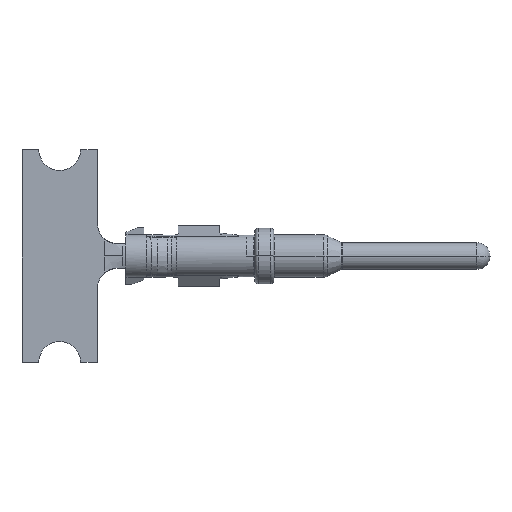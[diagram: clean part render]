
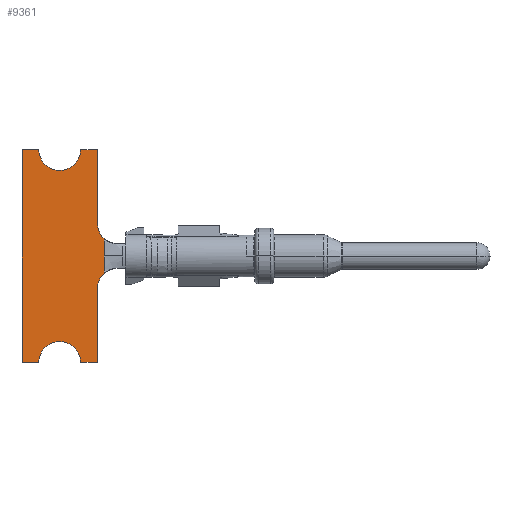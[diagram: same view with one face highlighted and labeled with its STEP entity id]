
A CAD part, top view. The second image highlights one B-rep face of the part: STEP entity #9361.
In plain terms, the highlighted planar face has unit normal (0, 0, 1).
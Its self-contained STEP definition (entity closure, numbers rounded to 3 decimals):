
#1581=DIRECTION('',(0.,-1.,0.));
#1582=VECTOR('',#1581,0.274);
#1583=CARTESIAN_POINT('',(-10.12,-0.75,1.76));
#1584=LINE('',#1583,#1582);
#2285=CARTESIAN_POINT('',(-12.77,6.35,1.76));
#2286=DIRECTION('',(0.,0.,-1.));
#2287=DIRECTION('',(1.,0.,0.));
#2288=AXIS2_PLACEMENT_3D('',#2285,#2286,#2287);
#2290=DIRECTION('',(0.,-1.,0.));
#2291=VECTOR('',#2290,4.417);
#2292=CARTESIAN_POINT('',(-10.52,6.35,1.76));
#2293=LINE('',#2292,#2291);
#2294=DIRECTION('',(0.,1.,0.));
#2295=VECTOR('',#2294,0.274);
#2296=CARTESIAN_POINT('',(-10.12,0.75,1.76));
#2297=LINE('',#2296,#2295);
#2298=DIRECTION('',(0.,1.,0.));
#2299=VECTOR('',#2298,0.75);
#2300=CARTESIAN_POINT('',(-10.12,0.,1.76));
#2301=LINE('',#2300,#2299);
#2302=DIRECTION('',(0.,1.,0.));
#2303=VECTOR('',#2302,0.75);
#2304=CARTESIAN_POINT('',(-10.12,-0.75,1.76));
#2305=LINE('',#2304,#2303);
#2306=CARTESIAN_POINT('',(-10.52,-1.933,
1.76));
#2307=CARTESIAN_POINT('',(-10.52,-1.89,
1.76));
#2308=CARTESIAN_POINT('',(-10.515,-1.805,
1.76));
#2309=CARTESIAN_POINT('',(-10.495,-1.678,
1.76));
#2310=CARTESIAN_POINT('',(-10.462,-1.555,1.76));
#2311=CARTESIAN_POINT('',(-10.416,-1.435,1.76));
#2312=CARTESIAN_POINT('',(-10.358,-1.322,1.76));
#2313=CARTESIAN_POINT('',(-10.289,-1.214,1.76));
#2314=CARTESIAN_POINT('',(-10.21,-1.115,1.76));
#2315=CARTESIAN_POINT('',(-10.151,-1.053,1.76));
#2316=CARTESIAN_POINT('',(-10.12,-1.024,1.76));
#2318=DIRECTION('',(0.,1.,0.));
#2319=VECTOR('',#2318,4.417);
#2320=CARTESIAN_POINT('',(-10.52,-6.35,1.76));
#2321=LINE('',#2320,#2319);
#2322=CARTESIAN_POINT('',(-12.77,-6.35,1.76));
#2323=DIRECTION('',(0.,0.,-1.));
#2324=DIRECTION('',(-1.,0.,0.));
#2325=AXIS2_PLACEMENT_3D('',#2322,#2323,#2324);
#2331=DIRECTION('',(-1.,0.,0.));
#2332=VECTOR('',#2331,1.);
#2333=CARTESIAN_POINT('',(-14.02,6.35,1.76));
#2334=LINE('',#2333,#2332);
#2351=DIRECTION('',(-1.,0.,0.));
#2352=VECTOR('',#2351,1.);
#2353=CARTESIAN_POINT('',(-10.52,6.35,1.76));
#2354=LINE('',#2353,#2352);
#2355=DIRECTION('',(0.,1.,0.));
#2356=VECTOR('',#2355,12.7);
#2357=CARTESIAN_POINT('',(-15.02,-6.35,1.76));
#2358=LINE('',#2357,#2356);
#2379=DIRECTION('',(-1.,0.,0.));
#2380=VECTOR('',#2379,1.);
#2381=CARTESIAN_POINT('',(-14.02,-6.35,1.76));
#2382=LINE('',#2381,#2380);
#2387=DIRECTION('',(-1.,0.,0.));
#2388=VECTOR('',#2387,1.);
#2389=CARTESIAN_POINT('',(-10.52,-6.35,1.76));
#2390=LINE('',#2389,#2388);
#2424=CARTESIAN_POINT('',(-10.12,1.024,1.76));
#2425=CARTESIAN_POINT('',(-10.151,1.053,1.76));
#2426=CARTESIAN_POINT('',(-10.21,1.115,1.76));
#2427=CARTESIAN_POINT('',(-10.289,1.214,1.76));
#2428=CARTESIAN_POINT('',(-10.358,1.322,1.76));
#2429=CARTESIAN_POINT('',(-10.416,1.435,1.76));
#2430=CARTESIAN_POINT('',(-10.462,1.555,1.76));
#2431=CARTESIAN_POINT('',(-10.495,1.678,1.76));
#2432=CARTESIAN_POINT('',(-10.515,1.805,1.76));
#2433=CARTESIAN_POINT('',(-10.52,1.89,1.76));
#2434=CARTESIAN_POINT('',(-10.52,1.933,1.76));
#2491=CARTESIAN_POINT('',(-10.12,1.024,1.76));
#4248=CARTESIAN_POINT('',(-15.02,-6.35,1.76));
#4249=CARTESIAN_POINT('',(-15.02,6.35,1.76));
#4250=VERTEX_POINT('',#4248);
#4251=VERTEX_POINT('',#4249);
#4257=CARTESIAN_POINT('',(-10.12,0.,1.76));
#4258=VERTEX_POINT('',#4257);
#4268=CARTESIAN_POINT('',(-10.52,6.35,1.76));
#4270=VERTEX_POINT('',#4268);
#4272=CARTESIAN_POINT('',(-10.52,-6.35,1.76));
#4274=VERTEX_POINT('',#4272);
#4276=CARTESIAN_POINT('',(-10.52,-1.933,
1.76));
#4277=VERTEX_POINT('',#4276);
#4278=CARTESIAN_POINT('',(-10.52,1.933,1.76));
#4279=VERTEX_POINT('',#4278);
#4288=VERTEX_POINT('',#2316);
#4293=CARTESIAN_POINT('',(-10.12,0.75,1.76));
#4294=VERTEX_POINT('',#4293);
#4295=CARTESIAN_POINT('',(-10.12,-0.75,1.76));
#4296=VERTEX_POINT('',#4295);
#4303=VERTEX_POINT('',#2491);
#4304=CARTESIAN_POINT('',(-11.52,6.35,1.76));
#4305=CARTESIAN_POINT('',(-14.02,6.35,1.76));
#4306=VERTEX_POINT('',#4304);
#4307=VERTEX_POINT('',#4305);
#4308=CARTESIAN_POINT('',(-14.02,-6.35,1.76));
#4309=CARTESIAN_POINT('',(-11.52,-6.35,1.76));
#4310=VERTEX_POINT('',#4308);
#4311=VERTEX_POINT('',#4309);
#9328=CARTESIAN_POINT('',(-10.12,-6.35,1.76));
#9329=DIRECTION('',(0.,0.,-1.));
#9330=DIRECTION('',(-1.,0.,0.));
#9331=AXIS2_PLACEMENT_3D('',#9328,#9329,#9330);
#9332=PLANE('',#9331);
#9333=ORIENTED_EDGE('',*,*,#9318,.F.);
#9335=ORIENTED_EDGE('',*,*,#9334,.F.);
#9337=ORIENTED_EDGE('',*,*,#9336,.T.);
#9339=ORIENTED_EDGE('',*,*,#9338,.F.);
#9341=ORIENTED_EDGE('',*,*,#9340,.F.);
#9343=ORIENTED_EDGE('',*,*,#9342,.F.);
#9344=ORIENTED_EDGE('',*,*,#8766,.F.);
#9345=ORIENTED_EDGE('',*,*,#8764,.T.);
#9346=ORIENTED_EDGE('',*,*,#8851,.F.);
#9348=ORIENTED_EDGE('',*,*,#9347,.F.);
#9350=ORIENTED_EDGE('',*,*,#9349,.T.);
#9352=ORIENTED_EDGE('',*,*,#9351,.F.);
#9354=ORIENTED_EDGE('',*,*,#9353,.T.);
#9356=ORIENTED_EDGE('',*,*,#9355,.T.);
#9358=ORIENTED_EDGE('',*,*,#9357,.F.);
#9359=EDGE_LOOP('',(#9333,#9335,#9337,#9339,#9341,#9343,#9344,#9345,#9346,#9348,
#9350,#9352,#9354,#9356,#9358));
#9360=FACE_OUTER_BOUND('',#9359,.F.);
#9361=ADVANCED_FACE('',(#9360),#9332,.F.);
#2289=CIRCLE('',#2288,1.25);
#2317=B_SPLINE_CURVE_WITH_KNOTS('',3,(#2306,#2307,#2308,#2309,#2310,#2311,#2312,
#2313,#2314,#2315,#2316),.UNSPECIFIED.,.F.,.F.,(4,1,1,1,1,1,1,1,4),(0.,
0.125,0.25,0.375,0.5,0.625,0.75,0.875,1.),.UNSPECIFIED.);
#2326=CIRCLE('',#2325,1.25);
#2435=B_SPLINE_CURVE_WITH_KNOTS('',3,(#2424,#2425,#2426,#2427,#2428,#2429,#2430,
#2431,#2432,#2433,#2434),.UNSPECIFIED.,.F.,.F.,(4,1,1,1,1,1,1,1,4),(0.,
0.125,0.25,0.375,0.5,0.625,0.75,0.875,1.),.UNSPECIFIED.);
#8764=EDGE_CURVE('',#4296,#4288,#1584,.T.);
#8766=EDGE_CURVE('',#4296,#4258,#2305,.T.);
#8851=EDGE_CURVE('',#4277,#4288,#2317,.T.);
#9318=EDGE_CURVE('',#4306,#4307,#2289,.T.);
#9334=EDGE_CURVE('',#4270,#4306,#2354,.T.);
#9336=EDGE_CURVE('',#4270,#4279,#2293,.T.);
#9338=EDGE_CURVE('',#4303,#4279,#2435,.T.);
#9340=EDGE_CURVE('',#4294,#4303,#2297,.T.);
#9342=EDGE_CURVE('',#4258,#4294,#2301,.T.);
#9347=EDGE_CURVE('',#4274,#4277,#2321,.T.);
#9349=EDGE_CURVE('',#4274,#4311,#2390,.T.);
#9351=EDGE_CURVE('',#4310,#4311,#2326,.T.);
#9353=EDGE_CURVE('',#4310,#4250,#2382,.T.);
#9355=EDGE_CURVE('',#4250,#4251,#2358,.T.);
#9357=EDGE_CURVE('',#4307,#4251,#2334,.T.);
